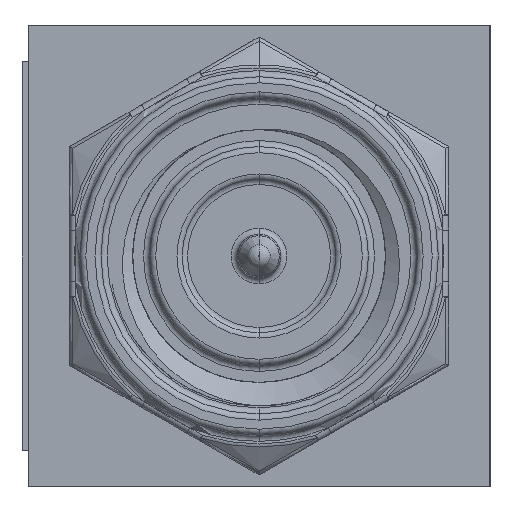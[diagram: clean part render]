
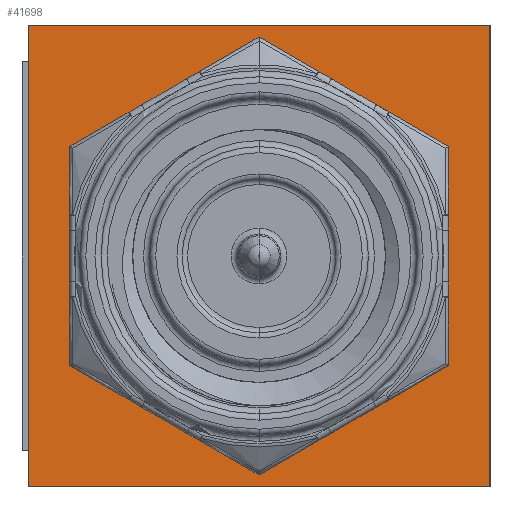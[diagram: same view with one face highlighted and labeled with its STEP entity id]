
A CAD part, left-side view. The second image highlights one B-rep face of the part: STEP entity #41698.
In plain terms, the highlighted planar face has unit normal (-1, 0, 0).
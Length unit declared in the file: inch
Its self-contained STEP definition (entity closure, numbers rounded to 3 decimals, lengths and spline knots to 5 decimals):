
#879 = DIRECTION ( 'NONE',  ( -1., 0., 0. ) ) ;
#1138 = CARTESIAN_POINT ( 'NONE',  ( 0., -0.38, 0. ) ) ;
#6386 = CARTESIAN_POINT ( 'NONE',  ( 0., 0., 0. ) ) ;
#6718 = DIRECTION ( 'NONE',  ( 0., 1., 0. ) ) ;
#7560 = VECTOR ( 'NONE', #6718, 39.37008 ) ;
#7652 = LINE ( 'NONE', #1138, #25573 ) ;
#7971 = LINE ( 'NONE', #39784, #26517 ) ;
#12156 = ORIENTED_EDGE ( 'NONE', *, *, #52000, .T. ) ;
#13181 = DIRECTION ( 'NONE',  ( 0., 0., 1. ) ) ;
#17633 = EDGE_LOOP ( 'NONE', ( #64710, #44112, #43762, #12156 ) ) ;
#19543 = EDGE_CURVE ( 'NONE', #48631, #46432, #7971, .T. ) ;
#25573 = VECTOR ( 'NONE', #44315, 39.37008 ) ;
#26517 = VECTOR ( 'NONE', #13181, 39.37008 ) ;
#27635 = EDGE_CURVE ( 'NONE', #34087, #52485, #53750, .T. ) ;
#29585 = CARTESIAN_POINT ( 'NONE',  ( 0., -0.38, -0.38 ) ) ;
#32027 = DIRECTION ( 'NONE',  ( 0., 0., 1. ) ) ;
#34087 = VERTEX_POINT ( 'NONE', #65714 ) ;
#36454 = PLANE ( 'NONE',  #46297 ) ;
#36879 = CARTESIAN_POINT ( 'NONE',  ( 0., -0.38, 0. ) ) ;
#39784 = CARTESIAN_POINT ( 'NONE',  ( 0., -0.38, 0. ) ) ;
#41698 = ADVANCED_FACE ( 'NONE', ( #62752 ), #36454, .T. ) ;
#42919 = CARTESIAN_POINT ( 'NONE',  ( 0., 0., 0. ) ) ;
#43762 = ORIENTED_EDGE ( 'NONE', *, *, #19543, .T. ) ;
#44112 = ORIENTED_EDGE ( 'NONE', *, *, #48498, .F. ) ;
#44315 = DIRECTION ( 'NONE',  ( 0., 1., 0. ) ) ;
#46297 = AXIS2_PLACEMENT_3D ( 'NONE', #36879, #879, #32027 ) ;
#46432 = VERTEX_POINT ( 'NONE', #52235 ) ;
#48498 = EDGE_CURVE ( 'NONE', #48631, #34087, #65218, .T. ) ;
#48631 = VERTEX_POINT ( 'NONE', #29585 ) ;
#52000 = EDGE_CURVE ( 'NONE', #46432, #52485, #7652, .T. ) ;
#52235 = CARTESIAN_POINT ( 'NONE',  ( 0., -0.38, 0. ) ) ;
#52485 = VERTEX_POINT ( 'NONE', #42919 ) ;
#53750 = LINE ( 'NONE', #6386, #56742 ) ;
#54079 = DIRECTION ( 'NONE',  ( 0., 0., 1. ) ) ;
#56742 = VECTOR ( 'NONE', #54079, 39.37008 ) ;
#62752 = FACE_OUTER_BOUND ( 'NONE', #17633, .T. ) ;
#64544 = CARTESIAN_POINT ( 'NONE',  ( 0., -0.38, -0.38 ) ) ;
#64710 = ORIENTED_EDGE ( 'NONE', *, *, #27635, .F. ) ;
#65218 = LINE ( 'NONE', #64544, #7560 ) ;
#65714 = CARTESIAN_POINT ( 'NONE',  ( 0., 0., -0.38 ) ) ;
